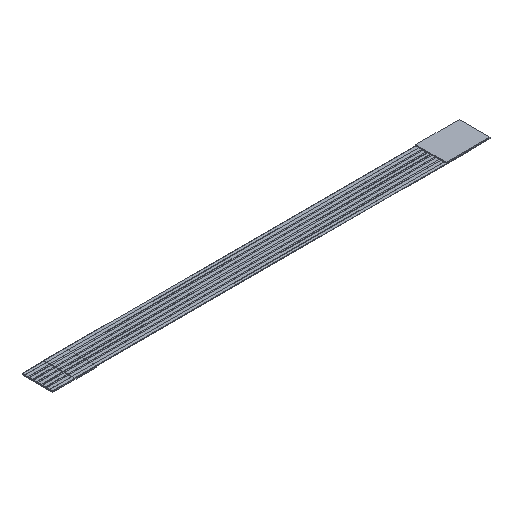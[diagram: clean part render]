
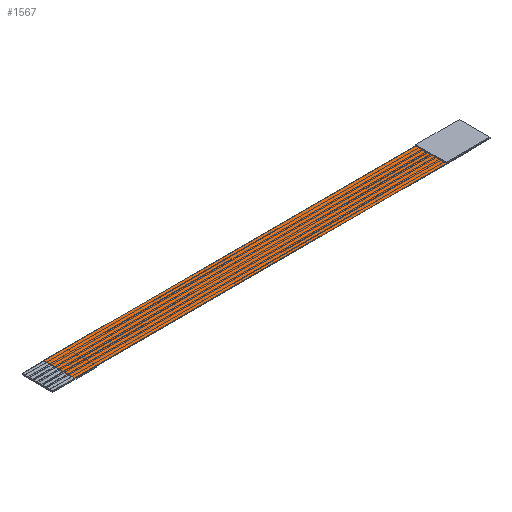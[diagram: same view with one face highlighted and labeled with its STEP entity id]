
A CAD part, isometric view. The second image highlights one B-rep face of the part: STEP entity #1567.
In plain terms, the highlighted planar face has unit normal (0, 0, 1).
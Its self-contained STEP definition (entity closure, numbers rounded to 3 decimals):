
#137=ORIENTED_EDGE('',*,*,#455,.F.);
#138=ORIENTED_EDGE('',*,*,#412,.F.);
#139=ORIENTED_EDGE('',*,*,#456,.T.);
#140=ORIENTED_EDGE('',*,*,#402,.T.);
#402=EDGE_CURVE('',#566,#565,#665,.T.);
#412=EDGE_CURVE('',#573,#529,#674,.T.);
#455=EDGE_CURVE('',#529,#565,#717,.T.);
#456=EDGE_CURVE('',#573,#566,#718,.T.);
#529=VERTEX_POINT('',#1955);
#565=VERTEX_POINT('',#2037);
#566=VERTEX_POINT('',#2039);
#573=VERTEX_POINT('',#2058);
#665=LINE('',#2038,#827);
#674=LINE('',#2059,#836);
#717=LINE('',#2150,#879);
#718=LINE('',#2151,#880);
#827=VECTOR('',#1717,1000.);
#836=VECTOR('',#1728,1000.);
#879=VECTOR('',#1799,1000.);
#880=VECTOR('',#1800,1000.);
#969=EDGE_LOOP('',(#137,#138,#139,#140));
#1025=FACE_BOUND('',#969,.T.);
#1081=PLANE('',#1630);
#1567=ADVANCED_FACE('',(#1025),#1081,.F.);
#1630=AXIS2_PLACEMENT_3D('',#2149,#1797,#1798);
#1717=DIRECTION('',(1.,0.,0.));
#1728=DIRECTION('',(1.,0.,0.));
#1797=DIRECTION('',(0.,0.,-1.));
#1798=DIRECTION('',(-1.,0.,0.));
#1799=DIRECTION('',(0.,-1.,0.));
#1800=DIRECTION('',(0.,-1.,0.));
#1955=CARTESIAN_POINT('',(40.,3.5,0.095));
#2037=CARTESIAN_POINT('',(40.,-3.5,0.095));
#2038=CARTESIAN_POINT('',(-45.,-3.5,0.095));
#2039=CARTESIAN_POINT('',(-45.,-3.5,0.095));
#2058=CARTESIAN_POINT('',(-45.,3.5,0.095));
#2059=CARTESIAN_POINT('',(-45.,3.5,0.095));
#2149=CARTESIAN_POINT('',(-45.,3.5,0.095));
#2150=CARTESIAN_POINT('',(40.,3.5,0.095));
#2151=CARTESIAN_POINT('',(-45.,3.5,0.095));
